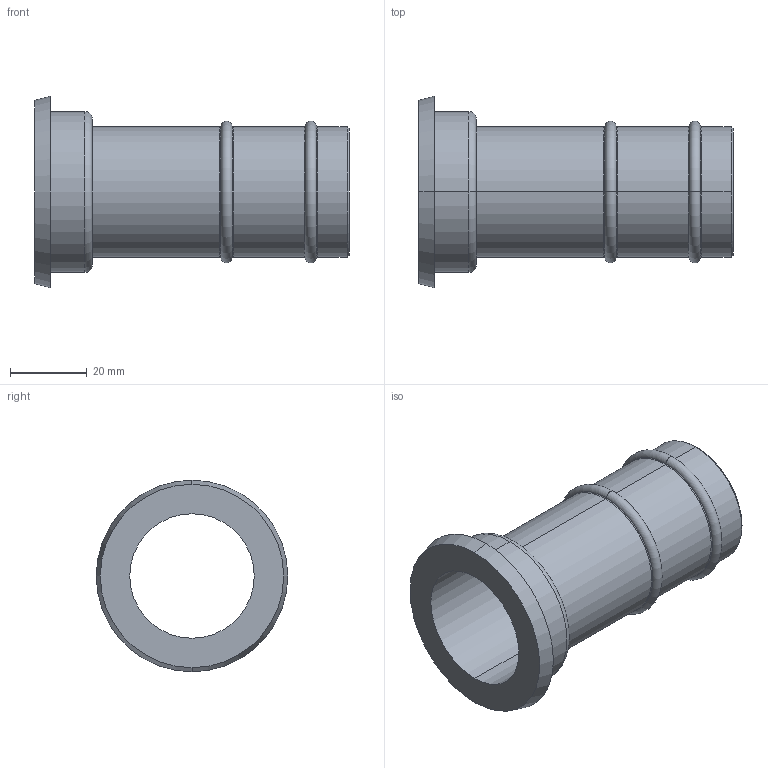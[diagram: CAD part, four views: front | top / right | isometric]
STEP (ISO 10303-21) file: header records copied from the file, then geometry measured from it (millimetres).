
FILE_DESCRIPTION (( 'STEP AP203' ), '1' );
FILE_NAME ('3D-M2046P_32_174111015.STEP', '2024-09-05T07:18:38', ( '' ), ( '' ), 'SwSTEP 2.0', 'SolidWorks 2024', '' );
FILE_SCHEMA (( 'CONFIG_CONTROL_DESIGN' ));
Length unit declared in the file: millimetre
Products named in the file (1): 3D-M2046P_32_174111015
Bounding box: 82 x 50 x 50 mm (x, y, z)
Volume: 15724.2 mm3; surface area: 20319 mm2
Topology: 1 solids, 1 shells, 48 faces, 96 edges, 52 vertices
Faces by surface type: torus 26, cylinder 14, cone 4, plane 4
Entity records: 1331 total; most frequent: DIRECTION 272, CARTESIAN_POINT 197, ORIENTED_EDGE 192, AXIS2_PLACEMENT_3D 127, EDGE_CURVE 96, CIRCLE 78, VERTEX_POINT 52, EDGE_LOOP 52
